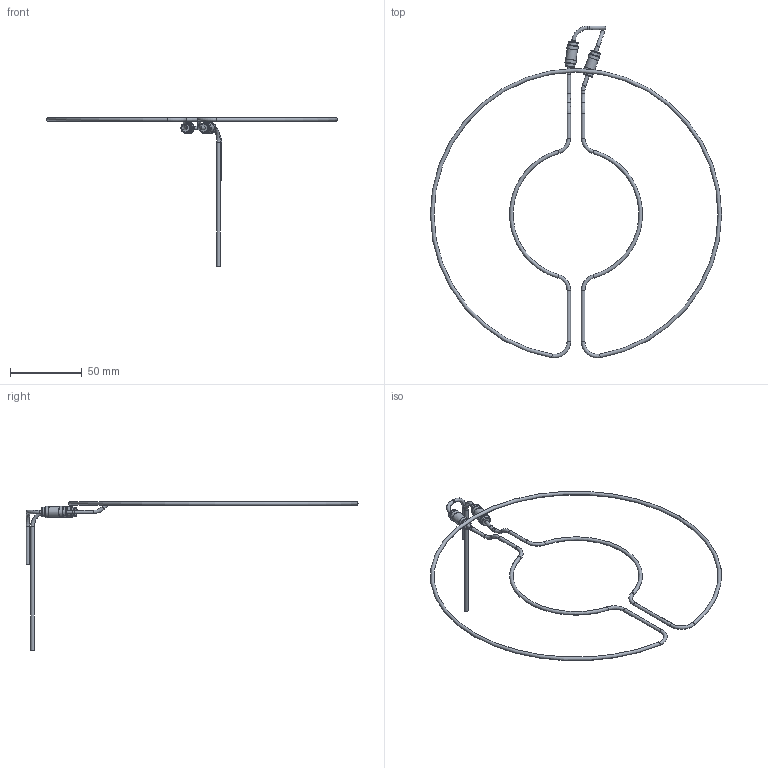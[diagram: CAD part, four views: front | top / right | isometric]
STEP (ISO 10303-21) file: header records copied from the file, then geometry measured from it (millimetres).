
FILE_DESCRIPTION(/* description */ (''),/* implementation_level */ '2;1');
FILE_NAME(/* name */ 'RingTube.stp',/* time_stamp */ '2019-03-13T09:35:40-05:00',/* author */ ('hzhao'),/* organization */ (''),/* preprocessor_version */ 'ST-DEVELOPER v17',/* originating_system */ 'Autodesk Inventor 2019',/* authorisation */ '');
FILE_SCHEMA (('AUTOMOTIVE_DESIGN { 1 0 10303 214 3 1 1 }'));
Length unit declared in the file: millimetre
Products named in the file (3): RingTube; Inner_Tube_bending_v7; FA12927
Assembly tree (3 placements, depth 2):
  RingTube
    Inner_Tube_bending_v7
    FA12927  x2
Bounding box: 202.5 x 230.83 x 103.25 mm (x, y, z)
Volume: 2543.8 mm3; surface area: 20463.7 mm2
Topology: 3 solids, 3 shells, 124 faces, 333 edges, 235 vertices
Faces by surface type: torus 48, cylinder 46, plane 26, cone 4
Full cylindrical faces by diameter (mm): 2.2 x11, 2.362 x4, 2.5 x11, 2.667 x2, 3.175 x4, 5.461 x4, 6.731 x4, 7.112 x2, 7.772 x4
Entity records: 3202 total; most frequent: DIRECTION 660, CARTESIAN_POINT 520, ORIENTED_EDGE 500, AXIS2_PLACEMENT_3D 312, EDGE_CURVE 250, CIRCLE 214, VERTEX_POINT 172, EDGE_LOOP 106
